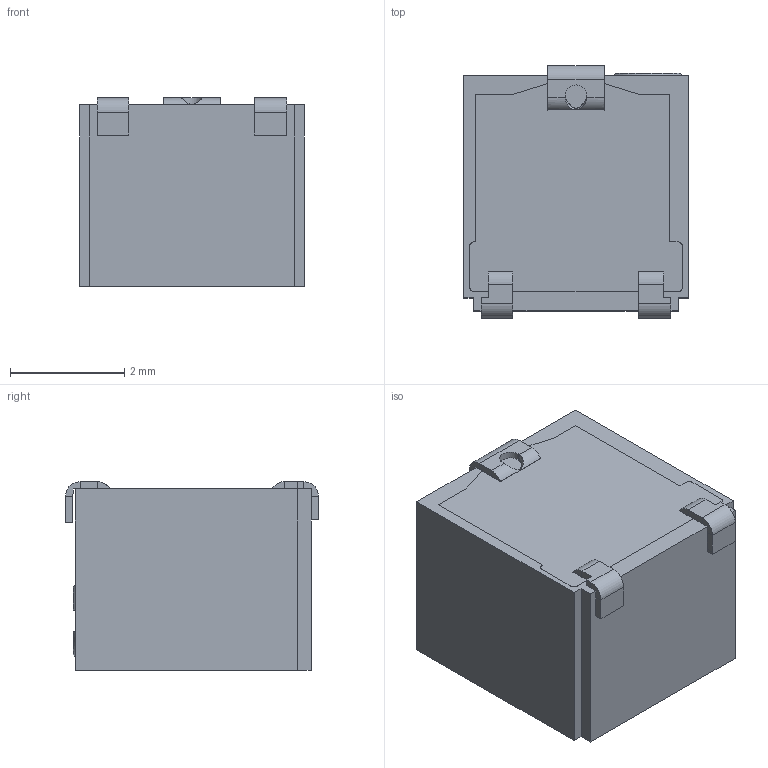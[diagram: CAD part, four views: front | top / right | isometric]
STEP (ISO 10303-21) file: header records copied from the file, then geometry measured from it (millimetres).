
FILE_DESCRIPTION((''),'2;1');
FILE_NAME('3223J001XXX','2013-08-01T',('maxm'),('Bourns, Inc.'),'PRO/ENGINEER BY PARAMETRIC TECHNOLOGY CORPORATION, 2012230','PRO/ENGINEER BY PARAMETRIC TECHNOLOGY CORPORATION, 2012230','');
FILE_SCHEMA(('CONFIG_CONTROL_DESIGN'));
Length unit declared in the file: inch
Products named in the file (1): 3223J001XXX
Bounding box: 3.94 x 4.43 x 3.3 mm (x, y, z)
Volume: 51 mm3; surface area: 118.9 mm2
Topology: 1 solids, 2 shells, 643 faces, 1816 edges, 1203 vertices
Faces by surface type: plane 600, cylinder 37, cone 4, bspline 2
Entity records: 20687 total; most frequent: CARTESIAN_POINT 3936, ORIENTED_EDGE 3632, DIRECTION 3160, EDGE_CURVE 1816, VECTOR 1716, LINE 1716, VERTEX_POINT 1203, AXIS2_PLACEMENT_3D 722
